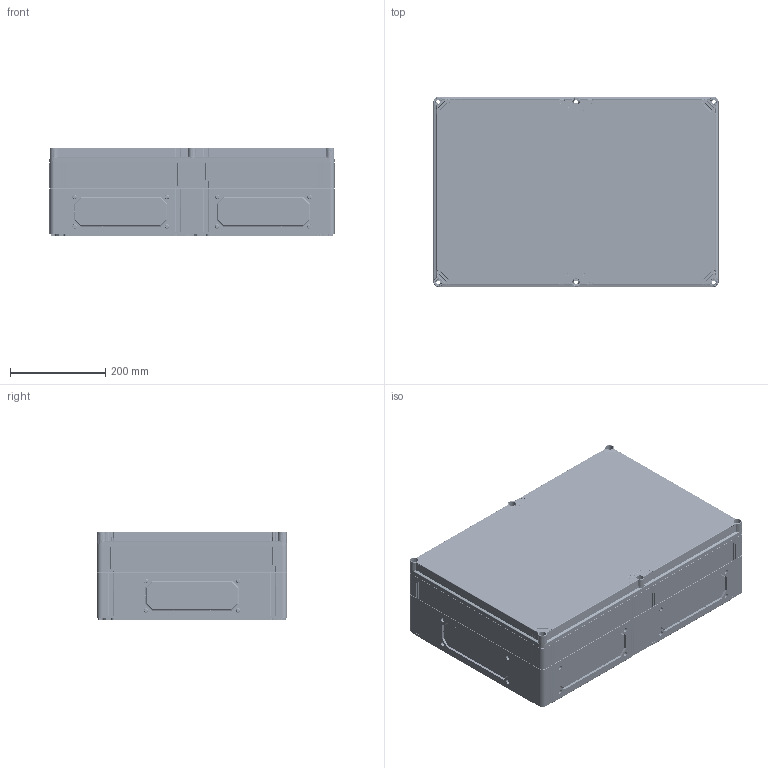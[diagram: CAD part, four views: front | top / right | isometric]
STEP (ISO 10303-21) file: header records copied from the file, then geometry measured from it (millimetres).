
FILE_DESCRIPTION((''),'2;1');
FILE_NAME('CPCF406018G_ASM','2010-04-19T',('pasi_koskela'),(''),'PRO/ENGINEER BY PARAMETRIC TECHNOLOGY CORPORATION, 2008250','PRO/ENGINEER BY PARAMETRIC TECHNOLOGY CORPORATION, 2008250','');
FILE_SCHEMA(('AUTOMOTIVE_DESIGN_CC2 { 1 2 10303 214 -1 1 5 2 }'));
Products named in the file (4): CPCF406010B; OPCG406003L; OPCP406006E; CPCF406018G_ASM
Assembly tree (3 placements, depth 2):
  CPCF406018G_ASM
    CPCF406010B
    OPCG406003L
    OPCP406006E
Bounding box: 600 x 400 x 187 mm (x, y, z)
Volume: 3568677.1 mm3; surface area: 2041456.4 mm2
Topology: 3 solids, 3 shells, 7162 faces, 18292 edges, 11417 vertices
Faces by surface type: plane 3134, cone 1520, cylinder 1416, torus 828, bspline 223, sphere 41
Entity records: 283299 total; most frequent: CARTESIAN_POINT 55972, ORIENTED_EDGE 36532, DIRECTION 35796, PRESENTATION_STYLE_ASSIGNMENT 18269, STYLED_ITEM 18269, CURVE_STYLE 18266, EDGE_CURVE 18266, AXIS2_PLACEMENT_3D 13010
